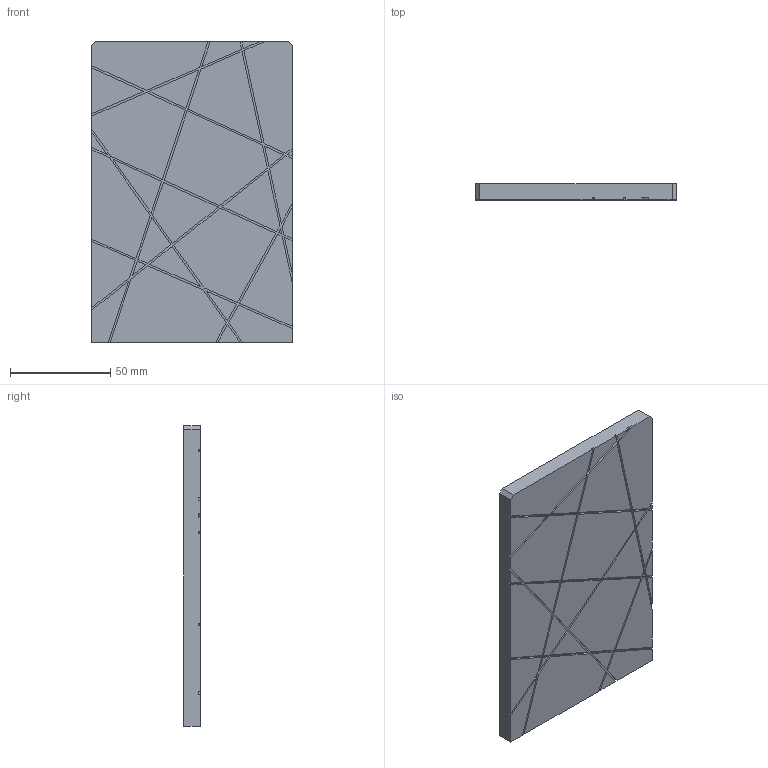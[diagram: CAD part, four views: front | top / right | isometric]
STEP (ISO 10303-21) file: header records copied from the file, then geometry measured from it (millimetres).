
FILE_DESCRIPTION(/* description */ (''),/* implementation_level */ '2;1');
FILE_NAME(/* name */ 'Lines.step',/* time_stamp */ '2020-12-27T18:56:53+01:00',/* author */ (''),/* organization */ (''),/* preprocessor_version */ 'ST-DEVELOPER v18.1',/* originating_system */ 'Autodesk Translation Framework v9.7.1.1290',/* authorisation */ '');
FILE_SCHEMA (('AUTOMOTIVE_DESIGN { 1 0 10303 214 3 1 1 }'));
Length unit declared in the file: millimetre
Products named in the file (1): Lines
Bounding box: 100 x 8 x 150 mm (x, y, z)
Volume: 118960 mm3; surface area: 35909.8 mm2
Topology: 1 solids, 1 shells, 141 faces, 378 edges, 252 vertices
Faces by surface type: plane 141
Entity records: 4352 total; most frequent: CARTESIAN_POINT 772, ORIENTED_EDGE 756, DIRECTION 662, LINE 378, VECTOR 378, EDGE_CURVE 378, VERTEX_POINT 252, EDGE_LOOP 154
